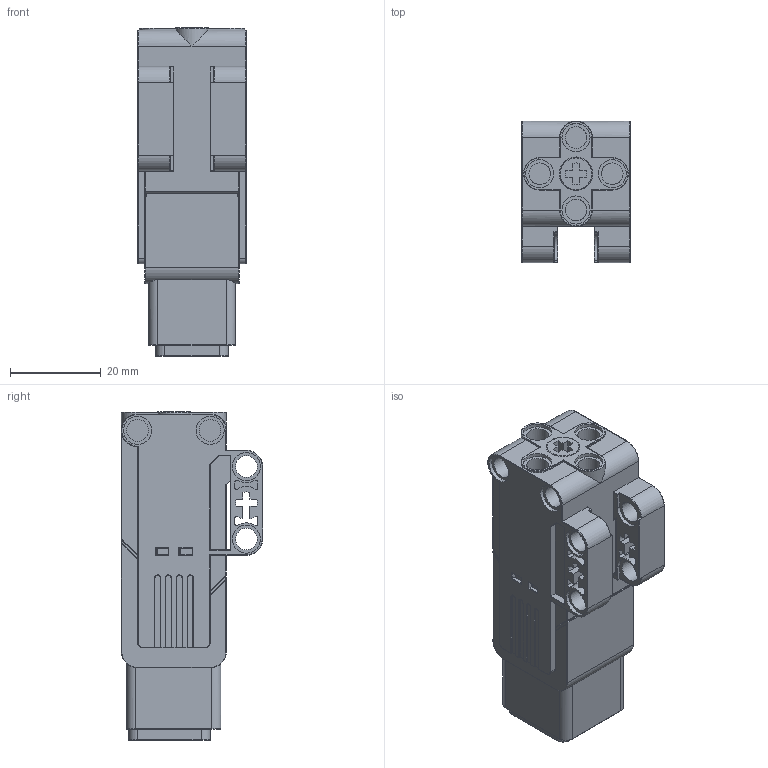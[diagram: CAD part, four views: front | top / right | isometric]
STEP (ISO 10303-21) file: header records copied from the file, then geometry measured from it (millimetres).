
FILE_DESCRIPTION(/* description */ (''),/* implementation_level */ '2;1');
FILE_NAME(/* name */ '99455.stp',/* time_stamp */ '2016-12-08T14:34:02-08:00',/* author */ ('kohfeld'),/* organization */ (''),/* preprocessor_version */ 'ST-DEVELOPER v16.1',/* originating_system */ 'Autodesk Inventor 2016',/* authorisation */ '');
FILE_SCHEMA (('AUTOMOTIVE_DESIGN { 1 0 10303 214 3 1 1 }'));
Length unit declared in the file: millimetre
Products named in the file (7): 99534-White; 54732b-LtBluishGray; 99542-MilkyWhite; 99535-LtBluishGray; 99535c01; 99543-Red; 99455
Assembly tree (6 placements, depth 3):
  99455
    99535c01
      99534-White
      54732b-LtBluishGray
      99542-MilkyWhite
      99535-LtBluishGray
    99543-Red
Bounding box: 24 x 31.2 x 72.5 mm (x, y, z)
Volume: 14259.2 mm3; surface area: 21904.6 mm2
Topology: 5 solids, 5 shells, 1036 faces, 2430 edges, 1427 vertices
Faces by surface type: cylinder 518, plane 341, sphere 91, torus 78, bspline 8
Full cylindrical faces by diameter (mm): 0.58 x12, 2.4 x3, 4.8 x12, 6.2 x16, 7.2 x3, 8.8 x1, 10.56 x1, 16 x1, 17.6 x1, 18.4 x1, 20.8 x1
Entity records: 29328 total; most frequent: DIRECTION 5398, CARTESIAN_POINT 5164, ORIENTED_EDGE 4710, EDGE_CURVE 2349, AXIS2_PLACEMENT_3D 2028, VERTEX_POINT 1414, LINE 1342, VECTOR 1342
